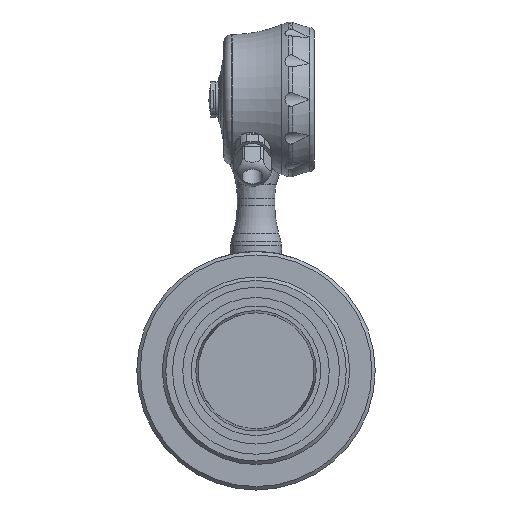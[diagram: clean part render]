
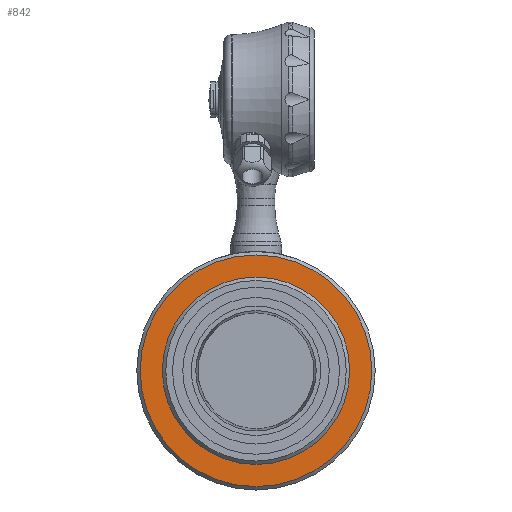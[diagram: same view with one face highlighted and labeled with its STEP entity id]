
A CAD part, front view. The second image highlights one B-rep face of the part: STEP entity #842.
In plain terms, the highlighted planar face has unit normal (0, -1, 0).
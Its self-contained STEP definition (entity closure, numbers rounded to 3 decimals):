
#842 = ADVANCED_FACE( '', ( #2069, #2070 ), #2071, .T. );
#2069 = FACE_OUTER_BOUND( '', #3920, .T. );
#2070 = FACE_BOUND( '', #3921, .T. );
#2071 = PLANE( '', #3922 );
#3920 = EDGE_LOOP( '', ( #7068 ) );
#3921 = EDGE_LOOP( '', ( #7069 ) );
#3922 = AXIS2_PLACEMENT_3D( '', #7070, #7071, #7072 );
#7068 = ORIENTED_EDGE( '', *, *, #10971, .T. );
#7069 = ORIENTED_EDGE( '', *, *, #10743, .F. );
#7070 = CARTESIAN_POINT( '', ( 0., -50., 55. ) );
#7071 = DIRECTION( '', ( 0., -1., 0. ) );
#7072 = DIRECTION( '', ( 0., 0., 1. ) );
#10743 = EDGE_CURVE( '', #12948, #12948, #12949, .T. );
#10971 = EDGE_CURVE( '', #13306, #13306, #13307, .T. );
#12948 = VERTEX_POINT( '', #17282 );
#12949 = CIRCLE( '', #17283, 55. );
#13306 = VERTEX_POINT( '', #18213 );
#13307 = CIRCLE( '', #18214, 68. );
#17282 = CARTESIAN_POINT( '', ( 0., -50., 55. ) );
#17283 = AXIS2_PLACEMENT_3D( '', #21929, #21930, #21931 );
#18213 = CARTESIAN_POINT( '', ( 0., -50., 68. ) );
#18214 = AXIS2_PLACEMENT_3D( '', #22192, #22193, #22194 );
#21929 = CARTESIAN_POINT( '', ( 0., -50., 0. ) );
#21930 = DIRECTION( '', ( 0., -1., 0. ) );
#21931 = DIRECTION( '', ( 0., 0., 1. ) );
#22192 = CARTESIAN_POINT( '', ( 0., -50., 0. ) );
#22193 = DIRECTION( '', ( 0., -1., 0. ) );
#22194 = DIRECTION( '', ( 0., 0., 1. ) );
